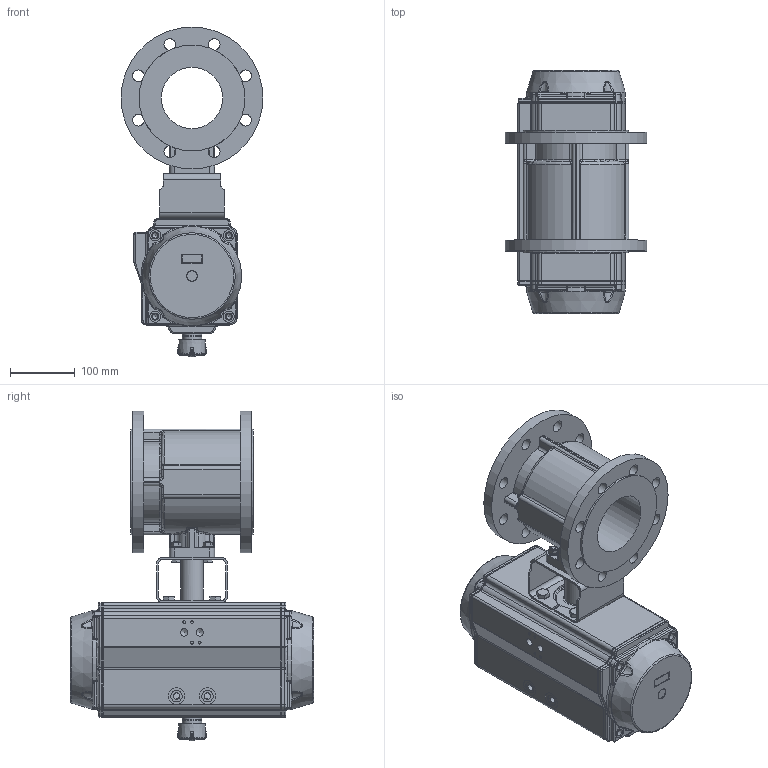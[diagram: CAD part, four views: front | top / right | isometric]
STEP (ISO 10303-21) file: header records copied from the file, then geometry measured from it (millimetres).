
FILE_DESCRIPTION(/* description */ ('Unknown'),/* implementation_level */ '2;1');
FILE_NAME(/* name */ 'PE080909-12',/* time_stamp */ '2025-02-06T12:21:47+01:00',/* author */ ('Unknown'),/* organization */ ('Unknown'),/* preprocessor_version */ 'ST-DEVELOPER v19.4',/* originating_system */ 'Solid Edge',/* authorisation */ 'Unknown');
FILE_SCHEMA (('AUTOMOTIVE_DESIGN {1 0 10303 214 3 1 1}'));
Products named in the file (18): PE080909-12; 4.150_160.100; DIN126-M8; 49899018_Brücke F10-F07 Höhe 70; DIN 933 M10x22 A2-70 BLK_EDST; WUERTH 03228 hexagonal nut DIN 934  M8 A2 BLK_EDST; DIN 933 M8x27 A2-70 BLK_EDST; 49860503_Spindeladapter Edelstahl_SW27x27x25_Tasche SW17x17x15_ø35_BL
96_Aufbau 70; PD09_PE08; VTE140埴詰; vt140-2016-06-25; vt140左端盖（模具厂）_MIR; huosai140; VT140-03-C 陔粣; Optische Anzeige; ______; ________(___________; cup head nib bolts with large head gb_GB_FASTENER_BOLT_CHNBW M6X25-N
Assembly tree (33 placements, depth 4):
  PE080909-12
    4.150_160.100
    DIN126-M8  x4
    49899018_Brücke F10-F07 Höhe 70
    DIN 933 M10x22 A2-70 BLK_EDST  x4
    WUERTH 03228 hexagonal nut DIN 934  M8 A2 BLK_EDST  x4
    DIN 933 M8x27 A2-70 BLK_EDST  x4
    49860503_Spindeladapter Edelstahl_SW27x27x25_Tasche SW17x17x15_ø35_BL
96_Aufbau 70
    PD09_PE08
      VTE140埴詰
      vt140-2016-06-25
      vt140左端盖（模具厂）_MIR
      huosai140  x2
      VT140-03-C 陔粣
      Optische Anzeige
        ______
        ________(___________  x4
        cup head nib bolts with large head gb_GB_FASTENER_BOLT_CHNBW M6X25-N
Bounding box: 220 x 377 x 511.5 mm (x, y, z)
Volume: 7791000.9 mm3; surface area: 1223625.2 mm2
Topology: 31 solids, 31 shells, 3309 faces, 8227 edges, 5086 vertices
Faces by surface type: plane 1142, cylinder 939, bspline 627, torus 326, cone 259, sphere 16
Full cylindrical faces by diameter (mm): 3 x16, 3.3 x8, 4.134 x8, 4.66 x1, 5 x1, 6 x1, 6.2 x1, 6.647 x6, 8 x5, 8.376 x12, 8.5 x4, 9 x8, 10 x4, 10.106 x6, 11 x4, 11.445 x2, 13 x4, 16 x4, 17 x8, 17.5 x2, 18 x16, 24.9 x1, 26 x3, 26.4 x1, 28.1 x1, 30 x5, 35 x1, 38.5 x1, 41 x1, 43 x2
Entity records: 106624 total; most frequent: CARTESIAN_POINT 47164, ORIENTED_EDGE 12400, DIRECTION 10538, EDGE_CURVE 6200, AXIS2_PLACEMENT_3D 4046, VERTEX_POINT 3998, FACE_BOUND 3128, EDGE_LOOP 3105
